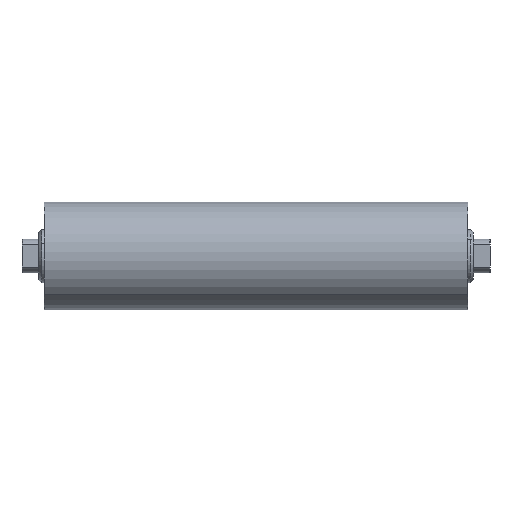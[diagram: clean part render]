
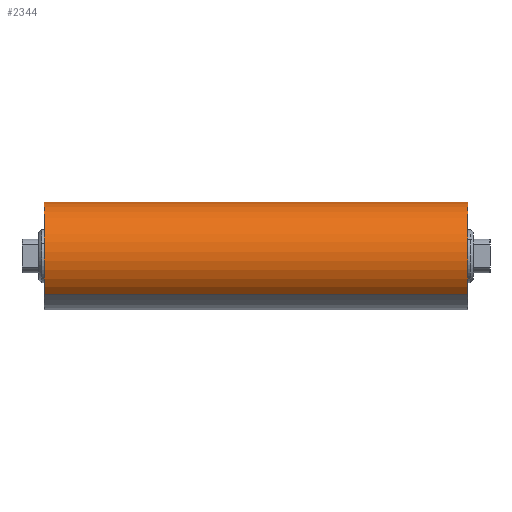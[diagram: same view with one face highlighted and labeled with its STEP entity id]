
A CAD part, top view. The second image highlights one B-rep face of the part: STEP entity #2344.
In plain terms, the highlighted cylindrical face has radius 31.75 mm (diameter 63.5 mm), a partial arc.
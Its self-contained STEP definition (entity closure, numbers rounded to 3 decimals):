
#17 = CARTESIAN_POINT ( 'NONE',  ( 253., 22.643, -22.256 ) ) ;
#49 = FACE_OUTER_BOUND ( 'NONE', #1649, .T. ) ;
#67 = EDGE_CURVE ( 'NONE', #1864, #2104, #408, .T. ) ;
#94 = CARTESIAN_POINT ( 'NONE',  ( 3., 22.643, -22.256 ) ) ;
#135 = ORIENTED_EDGE ( 'NONE', *, *, #1628, .T. ) ;
#222 = LINE ( 'NONE', #1798, #684 ) ;
#249 = VERTEX_POINT ( 'NONE', #2056 ) ;
#372 = CARTESIAN_POINT ( 'NONE',  ( 253., 22.643, -22.256 ) ) ;
#408 = LINE ( 'NONE', #17, #2071 ) ;
#512 = DIRECTION ( 'NONE',  ( 1., 0., 0. ) ) ;
#557 = CARTESIAN_POINT ( 'NONE',  ( 253., 0., 0. ) ) ;
#684 = VECTOR ( 'NONE', #1577, 1000. ) ;
#753 = DIRECTION ( 'NONE',  ( -1., 0., 0. ) ) ;
#790 = EDGE_CURVE ( 'NONE', #1864, #249, #2366, .T. ) ;
#904 = CARTESIAN_POINT ( 'NONE',  ( 3., 0., 0. ) ) ;
#987 = AXIS2_PLACEMENT_3D ( 'NONE', #557, #753, #1563 ) ;
#1108 = CARTESIAN_POINT ( 'NONE',  ( 253., 0., 0. ) ) ;
#1135 = CYLINDRICAL_SURFACE ( 'NONE', #987, 31.75 ) ;
#1162 = ORIENTED_EDGE ( 'NONE', *, *, #1215, .F. ) ;
#1215 = EDGE_CURVE ( 'NONE', #249, #2413, #222, .T. ) ;
#1334 = AXIS2_PLACEMENT_3D ( 'NONE', #1108, #2290, #2500 ) ;
#1522 = DIRECTION ( 'NONE',  ( 0., 0.713, -0.701 ) ) ;
#1563 = DIRECTION ( 'NONE',  ( 0., -0.713, 0.701 ) ) ;
#1577 = DIRECTION ( 'NONE',  ( -1., 0., 0. ) ) ;
#1596 = CARTESIAN_POINT ( 'NONE',  ( 3., -22.643, 22.256 ) ) ;
#1602 = DIRECTION ( 'NONE',  ( -1., 0., 0. ) ) ;
#1628 = EDGE_CURVE ( 'NONE', #2104, #2413, #1914, .T. ) ;
#1649 = EDGE_LOOP ( 'NONE', ( #2322, #2559, #135, #1162 ) ) ;
#1798 = CARTESIAN_POINT ( 'NONE',  ( 253., -22.643, 22.256 ) ) ;
#1852 = AXIS2_PLACEMENT_3D ( 'NONE', #904, #512, #1522 ) ;
#1864 = VERTEX_POINT ( 'NONE', #372 ) ;
#1914 = CIRCLE ( 'NONE', #1852, 31.75 ) ;
#2056 = CARTESIAN_POINT ( 'NONE',  ( 253., -22.643, 22.256 ) ) ;
#2071 = VECTOR ( 'NONE', #1602, 1000. ) ;
#2104 = VERTEX_POINT ( 'NONE', #94 ) ;
#2290 = DIRECTION ( 'NONE',  ( 1., 0., 0. ) ) ;
#2322 = ORIENTED_EDGE ( 'NONE', *, *, #790, .F. ) ;
#2344 = ADVANCED_FACE ( 'NONE', ( #49 ), #1135, .T. ) ;
#2366 = CIRCLE ( 'NONE', #1334, 31.75 ) ;
#2413 = VERTEX_POINT ( 'NONE', #1596 ) ;
#2500 = DIRECTION ( 'NONE',  ( 0., 0.713, -0.701 ) ) ;
#2559 = ORIENTED_EDGE ( 'NONE', *, *, #67, .T. ) ;
